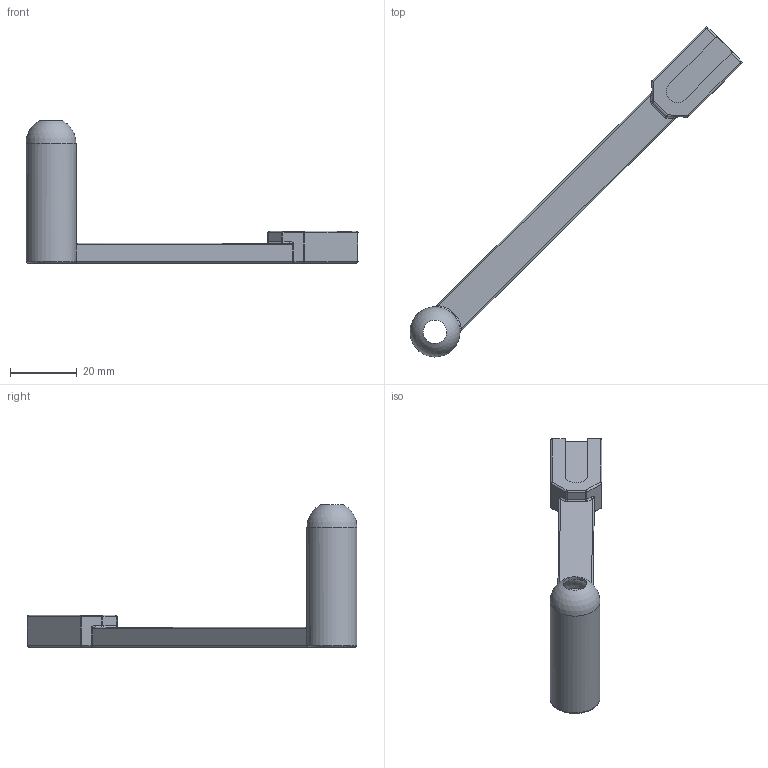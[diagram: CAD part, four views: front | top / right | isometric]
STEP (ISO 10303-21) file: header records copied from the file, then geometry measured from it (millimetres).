
FILE_DESCRIPTION(/* description */ (''),/* implementation_level */ '2;1');
FILE_NAME(/* name */ 'Camera Mount Arm.step',/* time_stamp */ '2021-08-07T16:06:49+02:00',/* author */ (''),/* organization */ (''),/* preprocessor_version */ 'ST-DEVELOPER v18.1',/* originating_system */ 'Autodesk Translation Framework v10.9.0.1377',/* authorisation */ '');
FILE_SCHEMA (('AUTOMOTIVE_DESIGN { 1 0 10303 214 3 1 1 }'));
Length unit declared in the file: millimetre
Products named in the file (1): Camera Holder
Bounding box: 99.54 x 98.94 x 42.63 mm (x, y, z)
Volume: 9755.2 mm3; surface area: 9006 mm2
Topology: 1 solids, 1 shells, 79 faces, 177 edges, 101 vertices
Faces by surface type: cylinder 33, plane 22, sphere 12, torus 8, bspline 4
Full cylindrical faces by diameter (mm): 7 x1, 12 x1, 15 x1
Entity records: 2311 total; most frequent: CARTESIAN_POINT 484, DIRECTION 410, ORIENTED_EDGE 354, EDGE_CURVE 177, AXIS2_PLACEMENT_3D 161, VERTEX_POINT 101, LINE 88, VECTOR 88
